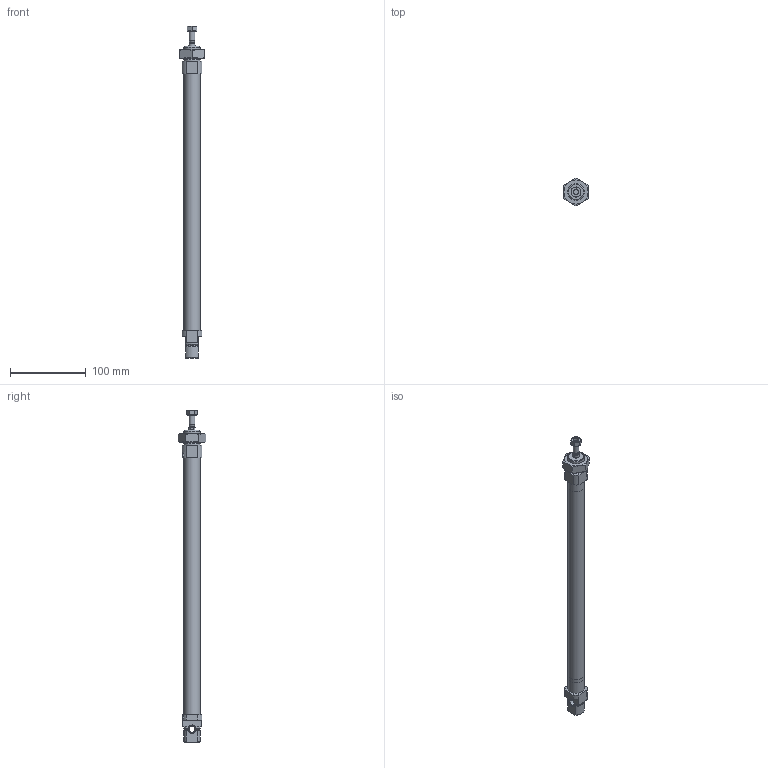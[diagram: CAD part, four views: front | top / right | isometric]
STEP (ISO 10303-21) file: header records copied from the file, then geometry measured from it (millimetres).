
FILE_DESCRIPTION(/* description */ ('STEP AP214'),/* implementation_level */ '2;1');
FILE_NAME(/* name */ '546405_DSNU-3_4-12-PPV-A',/* time_stamp */ '2024-08-22T18:23:46+02:00',/* author */ ('License CC BY-ND 4.0'),/* organization */ ('CADENAS'),/* preprocessor_version */ 'ST-DEVELOPER v19.3',/* originating_system */ 'PARTsolutions',/* authorisation */ ' ');
FILE_SCHEMA (('AUTOMOTIVE_DESIGN {1 0 10303 214 3 1 1}'));
Length unit declared in the file: millimetre
Products named in the file (5): 546405 DSNU-3/4-12-PPV-A---(0); 546405 DSNU-3/4-12-PPV---(A----0-ZR); DIN-439-B - M22x1.5(F); 546405 DSNU-3/4-12-PPV---(A---00--0-KS); Hex Nuts 5/16 ANSI B18.2.2
Assembly tree (4 placements, depth 2):
  546405 DSNU-3/4-12-PPV-A---(0)
    546405 DSNU-3/4-12-PPV---(A----0-ZR)
    DIN-439-B - M22x1.5(F)
    546405 DSNU-3/4-12-PPV---(A---00--0-KS)
    Hex Nuts 5/16 ANSI B18.2.2
Bounding box: 32 x 36.95 x 439.73 mm (x, y, z)
Volume: 78088.3 mm3; surface area: 66487.1 mm2
Topology: 4 solids, 4 shells, 167 faces, 409 edges, 261 vertices
Faces by surface type: plane 72, cylinder 53, cone 34, torus 8
Full cylindrical faces by diameter (mm): 3.9 x2, 5 x2, 6.1 x1, 6.792 x1, 7.938 x1, 8 x3, 19.7 x1, 20 x2, 20.376 x1, 21.3 x1, 22 x2
Entity records: 5681 total; most frequent: CARTESIAN_POINT 1034, DIRECTION 792, ORIENTED_EDGE 730, EDGE_CURVE 365, AXIS2_PLACEMENT_3D 319, VERTEX_POINT 257, EDGE_LOOP 226, FACE_BOUND 226
